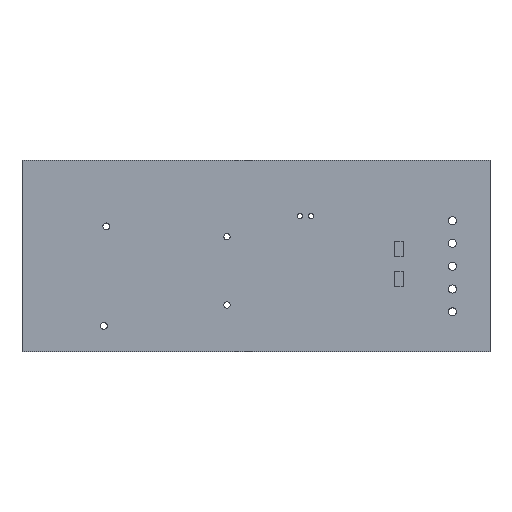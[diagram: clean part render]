
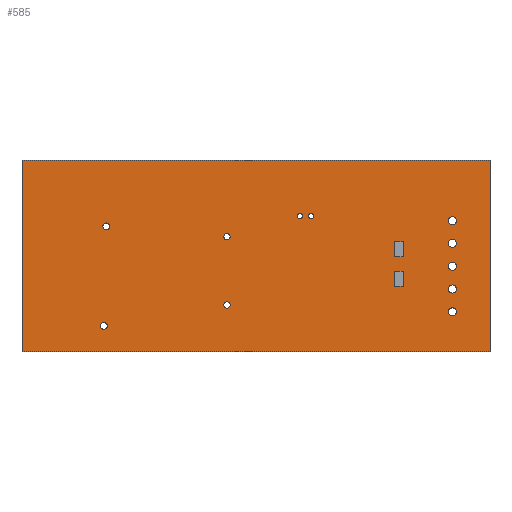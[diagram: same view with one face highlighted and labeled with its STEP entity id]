
A CAD part, top view. The second image highlights one B-rep face of the part: STEP entity #585.
In plain terms, the highlighted planar face has unit normal (0, 0, 1).
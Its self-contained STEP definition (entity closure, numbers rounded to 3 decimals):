
#60 = VERTEX_POINT('',#61);
#61 = CARTESIAN_POINT('',(125.603,25.4,0.411));
#67 = EDGE_CURVE('',#60,#68,#70,.T.);
#68 = VERTEX_POINT('',#69);
#69 = CARTESIAN_POINT('',(177.8,25.4,0.411));
#70 = LINE('',#71,#72);
#71 = CARTESIAN_POINT('',(125.603,25.4,0.411));
#72 = VECTOR('',#73,1.);
#73 = DIRECTION('',(1.,0.,0.));
#98 = EDGE_CURVE('',#68,#99,#101,.T.);
#99 = VERTEX_POINT('',#100);
#100 = CARTESIAN_POINT('',(177.8,46.736,0.411));
#101 = LINE('',#102,#103);
#102 = CARTESIAN_POINT('',(177.8,25.4,0.411));
#103 = VECTOR('',#104,1.);
#104 = DIRECTION('',(0.,1.,0.));
#129 = EDGE_CURVE('',#99,#130,#132,.T.);
#130 = VERTEX_POINT('',#131);
#131 = CARTESIAN_POINT('',(125.603,46.736,0.411));
#132 = LINE('',#133,#134);
#133 = CARTESIAN_POINT('',(177.8,46.736,0.411));
#134 = VECTOR('',#135,1.);
#135 = DIRECTION('',(-1.,0.,0.));
#160 = EDGE_CURVE('',#130,#60,#161,.T.);
#161 = LINE('',#162,#163);
#162 = CARTESIAN_POINT('',(125.603,46.736,0.411));
#163 = VECTOR('',#164,1.);
#164 = DIRECTION('',(0.,-1.,0.));
#184 = VERTEX_POINT('',#185);
#185 = CARTESIAN_POINT('',(135.107,28.279,0.411));
#191 = EDGE_CURVE('',#184,#184,#192,.T.);
#192 = CIRCLE('',#193,0.381);
#193 = AXIS2_PLACEMENT_3D('',#194,#195,#196);
#194 = CARTESIAN_POINT('',(134.726,28.279,0.411));
#195 = DIRECTION('',(0.,0.,1.));
#196 = DIRECTION('',(1.,0.,0.));
#217 = VERTEX_POINT('',#218);
#218 = CARTESIAN_POINT('',(148.813,30.607,0.411));
#224 = EDGE_CURVE('',#217,#217,#225,.T.);
#225 = CIRCLE('',#226,0.35);
#226 = AXIS2_PLACEMENT_3D('',#227,#228,#229);
#227 = CARTESIAN_POINT('',(148.463,30.607,0.411));
#228 = DIRECTION('',(0.,0.,1.));
#229 = DIRECTION('',(1.,0.,0.));
#250 = VERTEX_POINT('',#251);
#251 = CARTESIAN_POINT('',(135.382,39.37,0.411));
#257 = EDGE_CURVE('',#250,#250,#258,.T.);
#258 = CIRCLE('',#259,0.381);
#259 = AXIS2_PLACEMENT_3D('',#260,#261,#262);
#260 = CARTESIAN_POINT('',(135.001,39.37,0.411));
#261 = DIRECTION('',(0.,0.,1.));
#262 = DIRECTION('',(1.,0.,0.));
#283 = VERTEX_POINT('',#284);
#284 = CARTESIAN_POINT('',(148.813,38.227,0.411));
#290 = EDGE_CURVE('',#283,#283,#291,.T.);
#291 = CIRCLE('',#292,0.35);
#292 = AXIS2_PLACEMENT_3D('',#293,#294,#295);
#293 = CARTESIAN_POINT('',(148.463,38.227,0.411));
#294 = DIRECTION('',(0.,0.,1.));
#295 = DIRECTION('',(1.,0.,0.));
#316 = VERTEX_POINT('',#317);
#317 = CARTESIAN_POINT('',(156.891,40.513,0.411));
#323 = EDGE_CURVE('',#316,#316,#324,.T.);
#324 = CIRCLE('',#325,0.3);
#325 = AXIS2_PLACEMENT_3D('',#326,#327,#328);
#326 = CARTESIAN_POINT('',(156.591,40.513,0.411));
#327 = DIRECTION('',(0.,0.,1.));
#328 = DIRECTION('',(1.,0.,0.));
#349 = VERTEX_POINT('',#350);
#350 = CARTESIAN_POINT('',(174.059,34.925,0.411));
#356 = EDGE_CURVE('',#349,#349,#357,.T.);
#357 = CIRCLE('',#358,0.45);
#358 = AXIS2_PLACEMENT_3D('',#359,#360,#361);
#359 = CARTESIAN_POINT('',(173.609,34.925,0.411));
#360 = DIRECTION('',(0.,0.,1.));
#361 = DIRECTION('',(1.,0.,0.));
#382 = VERTEX_POINT('',#383);
#383 = CARTESIAN_POINT('',(174.059,29.845,0.411));
#389 = EDGE_CURVE('',#382,#382,#390,.T.);
#390 = CIRCLE('',#391,0.45);
#391 = AXIS2_PLACEMENT_3D('',#392,#393,#394);
#392 = CARTESIAN_POINT('',(173.609,29.845,0.411));
#393 = DIRECTION('',(0.,0.,1.));
#394 = DIRECTION('',(1.,0.,0.));
#415 = VERTEX_POINT('',#416);
#416 = CARTESIAN_POINT('',(174.059,32.385,0.411));
#422 = EDGE_CURVE('',#415,#415,#423,.T.);
#423 = CIRCLE('',#424,0.45);
#424 = AXIS2_PLACEMENT_3D('',#425,#426,#427);
#425 = CARTESIAN_POINT('',(173.609,32.385,0.411));
#426 = DIRECTION('',(0.,0.,1.));
#427 = DIRECTION('',(1.,0.,0.));
#448 = VERTEX_POINT('',#449);
#449 = CARTESIAN_POINT('',(158.161,40.513,0.411));
#455 = EDGE_CURVE('',#448,#448,#456,.T.);
#456 = CIRCLE('',#457,0.3);
#457 = AXIS2_PLACEMENT_3D('',#458,#459,#460);
#458 = CARTESIAN_POINT('',(157.861,40.513,0.411));
#459 = DIRECTION('',(0.,0.,1.));
#460 = DIRECTION('',(1.,0.,0.));
#481 = VERTEX_POINT('',#482);
#482 = CARTESIAN_POINT('',(174.059,37.465,0.411));
#488 = EDGE_CURVE('',#481,#481,#489,.T.);
#489 = CIRCLE('',#490,0.45);
#490 = AXIS2_PLACEMENT_3D('',#491,#492,#493);
#491 = CARTESIAN_POINT('',(173.609,37.465,0.411));
#492 = DIRECTION('',(0.,0.,1.));
#493 = DIRECTION('',(1.,0.,0.));
#514 = VERTEX_POINT('',#515);
#515 = CARTESIAN_POINT('',(174.059,40.005,0.411));
#521 = EDGE_CURVE('',#514,#514,#522,.T.);
#522 = CIRCLE('',#523,0.45);
#523 = AXIS2_PLACEMENT_3D('',#524,#525,#526);
#524 = CARTESIAN_POINT('',(173.609,40.005,0.411));
#525 = DIRECTION('',(0.,0.,1.));
#526 = DIRECTION('',(1.,0.,0.));
#585 = ADVANCED_FACE('',(#586,#592,#595,#598,#601,#604,#607,#610,#613,
    #616,#619,#622),#625,.F.);
#586 = FACE_BOUND('',#587,.T.);
#587 = EDGE_LOOP('',(#588,#589,#590,#591));
#588 = ORIENTED_EDGE('',*,*,#67,.T.);
#589 = ORIENTED_EDGE('',*,*,#98,.T.);
#590 = ORIENTED_EDGE('',*,*,#129,.T.);
#591 = ORIENTED_EDGE('',*,*,#160,.T.);
#592 = FACE_BOUND('',#593,.F.);
#593 = EDGE_LOOP('',(#594));
#594 = ORIENTED_EDGE('',*,*,#191,.T.);
#595 = FACE_BOUND('',#596,.F.);
#596 = EDGE_LOOP('',(#597));
#597 = ORIENTED_EDGE('',*,*,#224,.T.);
#598 = FACE_BOUND('',#599,.F.);
#599 = EDGE_LOOP('',(#600));
#600 = ORIENTED_EDGE('',*,*,#257,.T.);
#601 = FACE_BOUND('',#602,.F.);
#602 = EDGE_LOOP('',(#603));
#603 = ORIENTED_EDGE('',*,*,#290,.T.);
#604 = FACE_BOUND('',#605,.F.);
#605 = EDGE_LOOP('',(#606));
#606 = ORIENTED_EDGE('',*,*,#323,.T.);
#607 = FACE_BOUND('',#608,.F.);
#608 = EDGE_LOOP('',(#609));
#609 = ORIENTED_EDGE('',*,*,#356,.T.);
#610 = FACE_BOUND('',#611,.F.);
#611 = EDGE_LOOP('',(#612));
#612 = ORIENTED_EDGE('',*,*,#389,.T.);
#613 = FACE_BOUND('',#614,.F.);
#614 = EDGE_LOOP('',(#615));
#615 = ORIENTED_EDGE('',*,*,#422,.T.);
#616 = FACE_BOUND('',#617,.F.);
#617 = EDGE_LOOP('',(#618));
#618 = ORIENTED_EDGE('',*,*,#455,.T.);
#619 = FACE_BOUND('',#620,.F.);
#620 = EDGE_LOOP('',(#621));
#621 = ORIENTED_EDGE('',*,*,#488,.T.);
#622 = FACE_BOUND('',#623,.F.);
#623 = EDGE_LOOP('',(#624));
#624 = ORIENTED_EDGE('',*,*,#521,.T.);
#625 = PLANE('',#626);
#626 = AXIS2_PLACEMENT_3D('',#627,#628,#629);
#627 = CARTESIAN_POINT('',(125.603,25.4,0.411));
#628 = DIRECTION('',(0.,0.,-1.));
#629 = DIRECTION('',(-1.,0.,0.));
